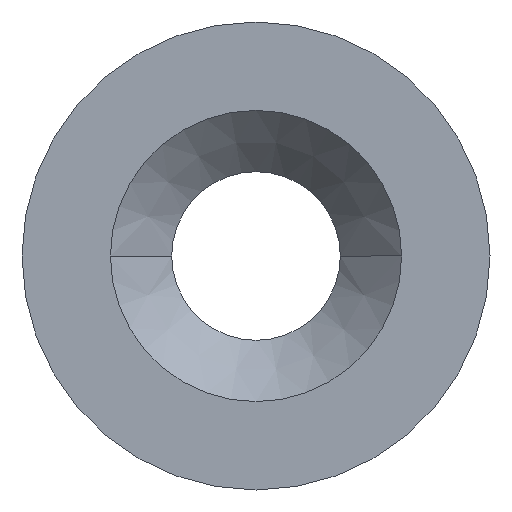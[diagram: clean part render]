
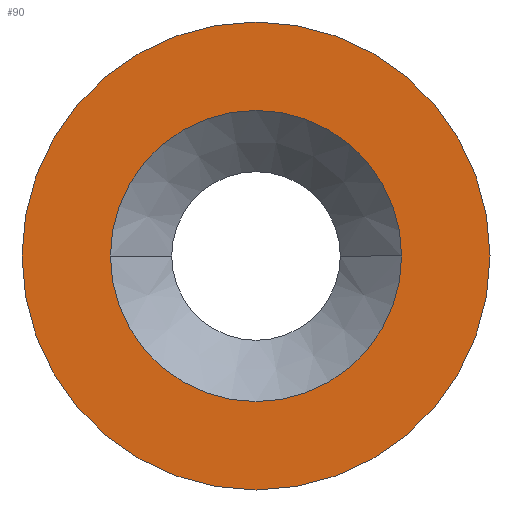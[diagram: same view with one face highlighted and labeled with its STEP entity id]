
A CAD part, left-side view. The second image highlights one B-rep face of the part: STEP entity #90.
In plain terms, the highlighted planar face has unit normal (-1, 0, 0).
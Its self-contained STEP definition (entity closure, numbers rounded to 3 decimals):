
#90=ADVANCED_FACE('',(#125,#126),#127,.T.);
#125=FACE_BOUND('',#162,.T.);
#126=FACE_OUTER_BOUND('',#163,.T.);
#127=PLANE('',#164);
#162=EDGE_LOOP('',(#272,#273));
#163=EDGE_LOOP('',(#274,#275));
#164=AXIS2_PLACEMENT_3D('',#276,#277,#278);
#272=ORIENTED_EDGE('',*,*,#319,.F.);
#273=ORIENTED_EDGE('',*,*,#289,.F.);
#274=ORIENTED_EDGE('',*,*,#293,.T.);
#275=ORIENTED_EDGE('',*,*,#318,.T.);
#276=CARTESIAN_POINT('',(0.0,3.65,0.));
#277=DIRECTION('',(-1.0,0.0,0.0));
#278=DIRECTION('',(0.0,1.0,0.));
#289=EDGE_CURVE('',#325,#321,#327,.T.);
#293=EDGE_CURVE('',#329,#333,#335,.T.);
#318=EDGE_CURVE('',#333,#329,#372,.T.);
#319=EDGE_CURVE('',#321,#325,#373,.T.);
#321=VERTEX_POINT('',#375);
#325=VERTEX_POINT('',#380);
#327=CIRCLE('',#383,2.8);
#329=VERTEX_POINT('',#385);
#333=VERTEX_POINT('',#390);
#335=CIRCLE('',#393,4.5);
#372=CIRCLE('',#440,4.5);
#373=CIRCLE('',#441,2.8);
#375=CARTESIAN_POINT('',(0.0,2.8,0.));
#380=CARTESIAN_POINT('',(0.0,-2.8,0.));
#383=AXIS2_PLACEMENT_3D('',#447,#448,#449);
#385=CARTESIAN_POINT('',(0.0,4.5,0.));
#390=CARTESIAN_POINT('',(0.0,-4.5,0.));
#393=AXIS2_PLACEMENT_3D('',#455,#456,#457);
#440=AXIS2_PLACEMENT_3D('',#510,#511,#512);
#441=AXIS2_PLACEMENT_3D('',#513,#514,#515);
#447=CARTESIAN_POINT('',(0.0,0.0,0.0));
#448=DIRECTION('',(-1.0,0.0,0.0));
#449=DIRECTION('',(0.0,1.0,0.));
#455=CARTESIAN_POINT('',(0.0,0.0,0.0));
#456=DIRECTION('',(-1.0,0.0,0.0));
#457=DIRECTION('',(0.0,1.0,0.));
#510=CARTESIAN_POINT('',(0.0,0.0,0.0));
#511=DIRECTION('',(-1.0,0.0,0.0));
#512=DIRECTION('',(0.0,1.0,0.));
#513=CARTESIAN_POINT('',(0.0,0.0,0.0));
#514=DIRECTION('',(-1.0,0.0,0.0));
#515=DIRECTION('',(0.0,1.0,0.));
